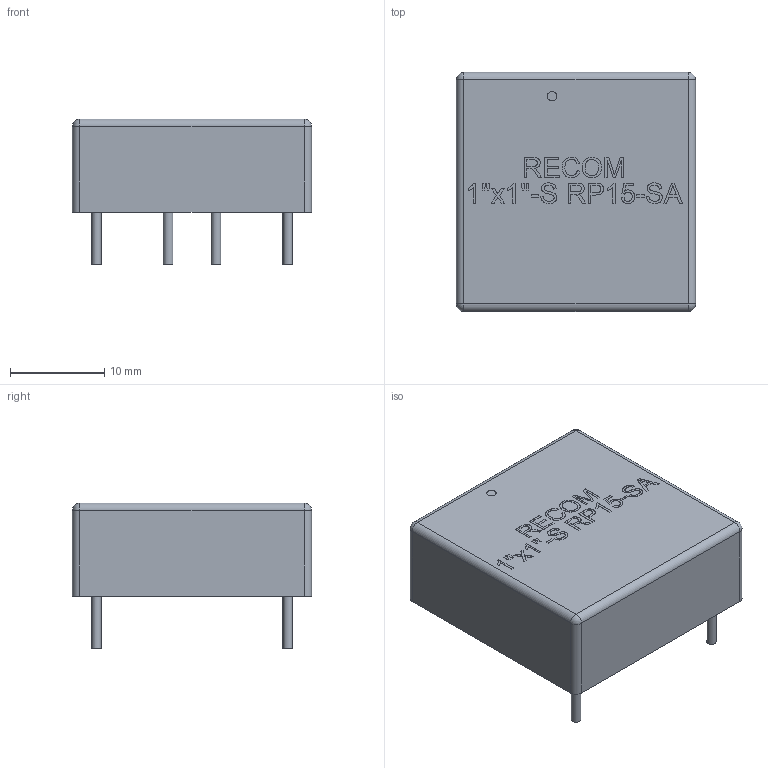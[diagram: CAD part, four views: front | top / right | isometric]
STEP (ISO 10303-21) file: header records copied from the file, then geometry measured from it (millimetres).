
FILE_DESCRIPTION( ( 'Unknown' ), '1' );
FILE_NAME( '1zx1z-S_RP15-SA.stp', 'Unknown', ( 'Unknown' ), ( 'Unknown' ), 'XStep 1.0', 'Unknown', ' ' );
FILE_SCHEMA( ( 'automotive_design' ) );
Length unit declared in the file: millimetre
Products named in the file (1): 1
Bounding box: 25.4 x 25.4 x 15.5 mm (x, y, z)
Volume: 6385.2 mm3; surface area: 2320.6 mm2
Topology: 1 solids, 1 shells, 202 faces, 499 edges, 326 vertices
Faces by surface type: plane 152, extrusion 33, cylinder 13, sphere 4
Full cylindrical faces by diameter (mm): 1 x5
Entity records: 8990 total; most frequent: CARTESIAN_POINT 3173, ORIENTED_EDGE 976, DIRECTION 591, EDGE_CURVE 488, B_SPLINE_CURVE_WITH_KNOTS 329, VERTEX_POINT 326, EDGE_LOOP 240, FACE_OUTER_BOUND 209
